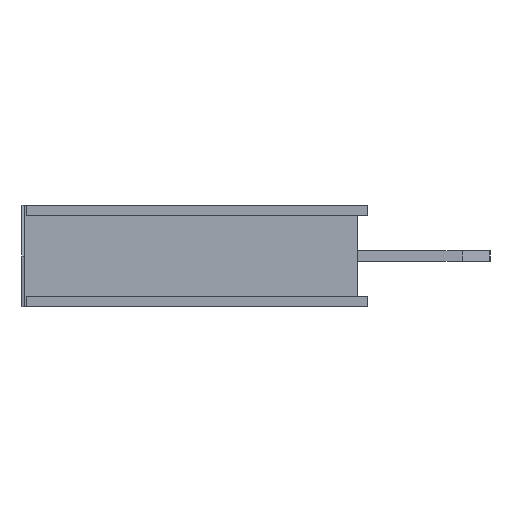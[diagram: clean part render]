
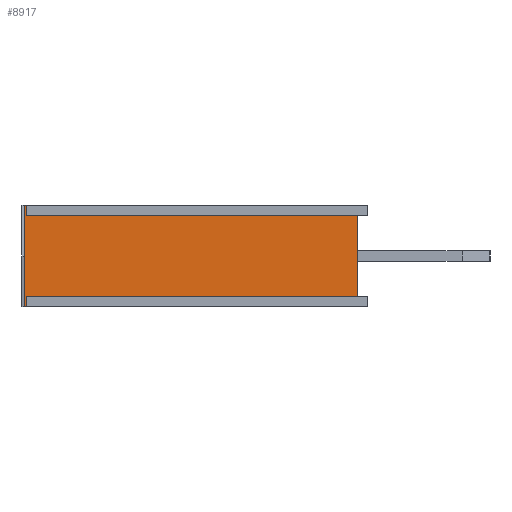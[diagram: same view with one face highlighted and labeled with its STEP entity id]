
A CAD part, left-side view. The second image highlights one B-rep face of the part: STEP entity #8917.
In plain terms, the highlighted planar face has unit normal (-1, 0, 0).
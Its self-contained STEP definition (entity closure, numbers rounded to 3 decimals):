
#323=FACE_OUTER_BOUND('',#830,.T.);
#830=EDGE_LOOP('',(#6826,#6827,#6828,#6829,#6830,#6831,#6832,#6833));
#1753=LINE('',#13339,#3009);
#1754=LINE('',#13341,#3010);
#1755=LINE('',#13343,#3011);
#1756=LINE('',#13345,#3012);
#1757=LINE('',#13347,#3013);
#1758=LINE('',#13349,#3014);
#1759=LINE('',#13351,#3015);
#1760=LINE('',#13352,#3016);
#3009=VECTOR('',#10897,10.);
#3010=VECTOR('',#10898,10.);
#3011=VECTOR('',#10899,10.);
#3012=VECTOR('',#10900,10.);
#3013=VECTOR('',#10901,10.);
#3014=VECTOR('',#10902,10.);
#3015=VECTOR('',#10903,10.);
#3016=VECTOR('',#10904,10.);
#4033=VERTEX_POINT('',#13337);
#4034=VERTEX_POINT('',#13338);
#4035=VERTEX_POINT('',#13340);
#4036=VERTEX_POINT('',#13342);
#4037=VERTEX_POINT('',#13344);
#4038=VERTEX_POINT('',#13346);
#4039=VERTEX_POINT('',#13348);
#4040=VERTEX_POINT('',#13350);
#5065=EDGE_CURVE('',#4033,#4034,#1753,.T.);
#5066=EDGE_CURVE('',#4035,#4034,#1754,.T.);
#5067=EDGE_CURVE('',#4036,#4035,#1755,.T.);
#5068=EDGE_CURVE('',#4037,#4036,#1756,.T.);
#5069=EDGE_CURVE('',#4038,#4037,#1757,.T.);
#5070=EDGE_CURVE('',#4039,#4038,#1758,.T.);
#5071=EDGE_CURVE('',#4040,#4039,#1759,.T.);
#5072=EDGE_CURVE('',#4033,#4040,#1760,.T.);
#6826=ORIENTED_EDGE('',*,*,#5065,.T.);
#6827=ORIENTED_EDGE('',*,*,#5066,.F.);
#6828=ORIENTED_EDGE('',*,*,#5067,.F.);
#6829=ORIENTED_EDGE('',*,*,#5068,.F.);
#6830=ORIENTED_EDGE('',*,*,#5069,.F.);
#6831=ORIENTED_EDGE('',*,*,#5070,.F.);
#6832=ORIENTED_EDGE('',*,*,#5071,.F.);
#6833=ORIENTED_EDGE('',*,*,#5072,.F.);
#8417=PLANE('',#9445);
#8917=ADVANCED_FACE('',(#323),#8417,.F.);
#9445=AXIS2_PLACEMENT_3D('',#13336,#10895,#10896);
#10895=DIRECTION('center_axis',(1.,0.,0.));
#10896=DIRECTION('ref_axis',(0.,0.,-1.));
#10897=DIRECTION('',(0.,0.,1.));
#10898=DIRECTION('',(0.,-1.,0.));
#10899=DIRECTION('',(0.,0.,-1.));
#10900=DIRECTION('',(0.,-1.,0.));
#10901=DIRECTION('',(0.,0.,1.));
#10902=DIRECTION('',(0.,1.,0.));
#10903=DIRECTION('',(0.,0.,-1.));
#10904=DIRECTION('',(0.,1.,0.));
#13336=CARTESIAN_POINT('Origin',(-0.02,0.,2.5));
#13337=CARTESIAN_POINT('',(-0.02,0.25,0.25));
#13338=CARTESIAN_POINT('',(-0.02,0.25,2.25));
#13339=CARTESIAN_POINT('',(-0.02,0.25,1.875));
#13340=CARTESIAN_POINT('',(-0.02,8.4,2.25));
#13341=CARTESIAN_POINT('',(-0.02,4.25,2.25));
#13342=CARTESIAN_POINT('',(-0.02,8.4,2.5));
#13343=CARTESIAN_POINT('',(-0.02,8.4,2.5));
#13344=CARTESIAN_POINT('',(-0.02,8.45,2.5));
#13345=CARTESIAN_POINT('',(-0.02,0.,2.5));
#13346=CARTESIAN_POINT('',(-0.02,8.45,0.));
#13347=CARTESIAN_POINT('',(-0.02,8.45,1.25));
#13348=CARTESIAN_POINT('',(-0.02,8.4,0.));
#13349=CARTESIAN_POINT('',(-0.02,0.,0.));
#13350=CARTESIAN_POINT('',(-0.02,8.4,0.25));
#13351=CARTESIAN_POINT('',(-0.02,8.4,2.5));
#13352=CARTESIAN_POINT('',(-0.02,0.,0.25));
